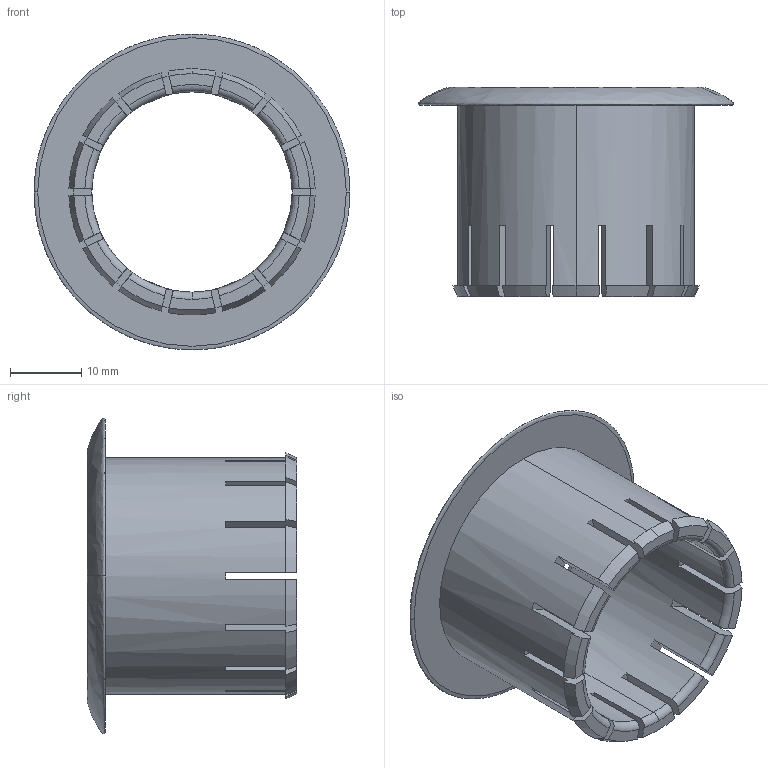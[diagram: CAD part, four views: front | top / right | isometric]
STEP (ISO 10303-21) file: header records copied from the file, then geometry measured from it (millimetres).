
FILE_DESCRIPTION (( 'STEP AP214' ), '1' );
FILE_NAME ('grommet.step', '2023-04-20T20:51:05', ( '' ), ( '' ), 'SwSTEP 2.0', 'SolidWorks 2022', '' );
FILE_SCHEMA (( 'AUTOMOTIVE_DESIGN' ));
Length unit declared in the file: millimetre
Products named in the file (1): grommet
Bounding box: 44.44 x 29.46 x 44.44 mm (x, y, z)
Volume: 8109.2 mm3; surface area: 7836.4 mm2
Topology: 1 solids, 1 shells, 110 faces, 321 edges, 213 vertices
Faces by surface type: plane 72, torus 17, cone 15, cylinder 4, bspline 2
Entity records: 3937 total; most frequent: CARTESIAN_POINT 989, ORIENTED_EDGE 642, DIRECTION 599, EDGE_CURVE 321, AXIS2_PLACEMENT_3D 227, VERTEX_POINT 213, LINE 145, VECTOR 145
